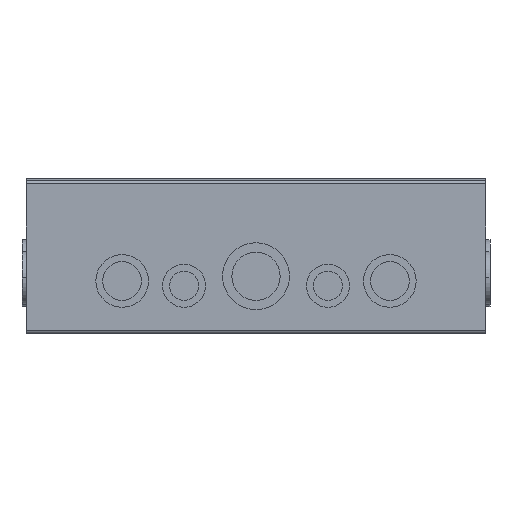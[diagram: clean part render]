
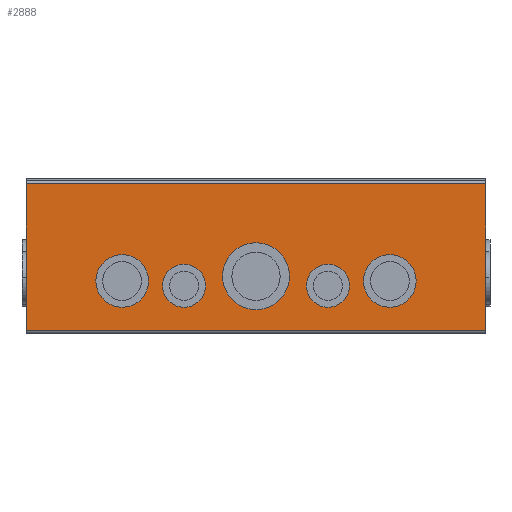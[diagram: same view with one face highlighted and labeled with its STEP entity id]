
A CAD part, left-side view. The second image highlights one B-rep face of the part: STEP entity #2888.
In plain terms, the highlighted planar face has unit normal (-1, 0, 0).
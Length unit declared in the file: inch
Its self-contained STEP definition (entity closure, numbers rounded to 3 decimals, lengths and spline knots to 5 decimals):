
#106 = VERTEX_POINT ( 'NONE', #9887 ) ;
#130 = CARTESIAN_POINT ( 'NONE',  ( -6., 1.88, 1.25 ) ) ;
#160 = DIRECTION ( 'NONE',  ( -1., 0., 0. ) ) ;
#211 = VERTEX_POINT ( 'NONE', #3721 ) ;
#300 = VERTEX_POINT ( 'NONE', #8621 ) ;
#387 = CARTESIAN_POINT ( 'NONE',  ( -6., -1.88, 0.6875 ) ) ;
#420 = EDGE_LOOP ( 'NONE', ( #11539, #4045 ) ) ;
#786 = FACE_BOUND ( 'NONE', #7780, .T. ) ;
#845 = AXIS2_PLACEMENT_3D ( 'NONE', #2528, #8417, #5632 ) ;
#848 = FACE_BOUND ( 'NONE', #8392, .T. ) ;
#1123 = DIRECTION ( 'NONE',  ( -1., 0., 0. ) ) ;
#1144 = DIRECTION ( 'NONE',  ( 0., 0., 1. ) ) ;
#1167 = CARTESIAN_POINT ( 'NONE',  ( -6., 1.88, 1.25 ) ) ;
#1196 = DIRECTION ( 'NONE',  ( 0., 0., -1. ) ) ;
#1507 = CIRCLE ( 'NONE', #2981, 0.5625 ) ;
#1692 = LINE ( 'NONE', #10877, #12768 ) ;
#1904 = VECTOR ( 'NONE', #7011, 39.37008 ) ;
#2058 = DIRECTION ( 'NONE',  ( -1., 0., 0. ) ) ;
#2354 = ORIENTED_EDGE ( 'NONE', *, *, #11140, .F. ) ;
#2528 = CARTESIAN_POINT ( 'NONE',  ( -6., -1.88, 1.25 ) ) ;
#2724 = CARTESIAN_POINT ( 'NONE',  ( -6., -1.88, 1.25 ) ) ;
#2785 = LINE ( 'NONE', #2977, #1904 ) ;
#2787 = ORIENTED_EDGE ( 'NONE', *, *, #11867, .F. ) ;
#2810 = VERTEX_POINT ( 'NONE', #3567 ) ;
#2841 = AXIS2_PLACEMENT_3D ( 'NONE', #10189, #1123, #1196 ) ;
#2888 = ADVANCED_FACE ( 'NONE', ( #8596, #12624, #3763, #786, #7856, #848 ), #6743, .F. ) ;
#2977 = CARTESIAN_POINT ( 'NONE',  ( -6., -6., 0.086 ) ) ;
#2981 = AXIS2_PLACEMENT_3D ( 'NONE', #1167, #11013, #6260 ) ;
#3239 = CARTESIAN_POINT ( 'NONE',  ( -6., 6., 3.914 ) ) ;
#3470 = EDGE_LOOP ( 'NONE', ( #4219, #8948 ) ) ;
#3536 = VECTOR ( 'NONE', #1144, 39.37008 ) ;
#3567 = CARTESIAN_POINT ( 'NONE',  ( -6., 1.88, 0.6875 ) ) ;
#3571 = CARTESIAN_POINT ( 'NONE',  ( -6., -3.5, 1.375 ) ) ;
#3661 = DIRECTION ( 'NONE',  ( 0., 0., -1. ) ) ;
#3721 = CARTESIAN_POINT ( 'NONE',  ( -6., -6., 0.086 ) ) ;
#3763 = FACE_BOUND ( 'NONE', #3470, .T. ) ;
#3829 = VERTEX_POINT ( 'NONE', #3239 ) ;
#3847 = CARTESIAN_POINT ( 'NONE',  ( -6., 3.5, 0.6875 ) ) ;
#3902 = EDGE_CURVE ( 'NONE', #4081, #12715, #5157, .T. ) ;
#3959 = CARTESIAN_POINT ( 'NONE',  ( -6., 0., 2.375 ) ) ;
#4045 = ORIENTED_EDGE ( 'NONE', *, *, #3902, .F. ) ;
#4081 = VERTEX_POINT ( 'NONE', #3959 ) ;
#4173 = DIRECTION ( 'NONE',  ( 0., 0., -1. ) ) ;
#4219 = ORIENTED_EDGE ( 'NONE', *, *, #8515, .F. ) ;
#4497 = ORIENTED_EDGE ( 'NONE', *, *, #12074, .F. ) ;
#4498 = EDGE_CURVE ( 'NONE', #10826, #12988, #10652, .T. ) ;
#4580 = CARTESIAN_POINT ( 'NONE',  ( -6., 0., 1.5 ) ) ;
#4600 = AXIS2_PLACEMENT_3D ( 'NONE', #4580, #8422, #12450 ) ;
#4619 = EDGE_LOOP ( 'NONE', ( #5391, #8989, #2787, #7534 ) ) ;
#4856 = CIRCLE ( 'NONE', #845, 0.5625 ) ;
#5157 = CIRCLE ( 'NONE', #2841, 0.875 ) ;
#5279 = CARTESIAN_POINT ( 'NONE',  ( -6., -3.5, 0.6875 ) ) ;
#5321 = VERTEX_POINT ( 'NONE', #9799 ) ;
#5391 = ORIENTED_EDGE ( 'NONE', *, *, #6178, .F. ) ;
#5392 = AXIS2_PLACEMENT_3D ( 'NONE', #10155, #11384, #8415 ) ;
#5632 = DIRECTION ( 'NONE',  ( 0., 0., -1. ) ) ;
#5939 = DIRECTION ( 'NONE',  ( 0., 0., -1. ) ) ;
#6178 = EDGE_CURVE ( 'NONE', #3829, #5321, #1692, .T. ) ;
#6260 = DIRECTION ( 'NONE',  ( 0., 0., -1. ) ) ;
#6305 = CARTESIAN_POINT ( 'NONE',  ( -6., -6., 0.057 ) ) ;
#6346 = CIRCLE ( 'NONE', #10146, 0.6875 ) ;
#6430 = CARTESIAN_POINT ( 'NONE',  ( -6., 1.88, 1.8125 ) ) ;
#6520 = EDGE_CURVE ( 'NONE', #12360, #9956, #8359, .T. ) ;
#6614 = DIRECTION ( 'NONE',  ( -1., 0., 0. ) ) ;
#6636 = AXIS2_PLACEMENT_3D ( 'NONE', #11692, #10906, #9776 ) ;
#6686 = DIRECTION ( 'NONE',  ( 0., 0., -1. ) ) ;
#6743 = PLANE ( 'NONE',  #6636 ) ;
#6759 = DIRECTION ( 'NONE',  ( -1., 0., 0. ) ) ;
#6897 = CIRCLE ( 'NONE', #12801, 0.5625 ) ;
#7011 = DIRECTION ( 'NONE',  ( 0., 1., 0. ) ) ;
#7123 = ORIENTED_EDGE ( 'NONE', *, *, #6520, .F. ) ;
#7336 = VECTOR ( 'NONE', #3661, 39.37008 ) ;
#7371 = CIRCLE ( 'NONE', #12229, 0.6875 ) ;
#7534 = ORIENTED_EDGE ( 'NONE', *, *, #9336, .T. ) ;
#7674 = ORIENTED_EDGE ( 'NONE', *, *, #12023, .F. ) ;
#7780 = EDGE_LOOP ( 'NONE', ( #7123, #4497 ) ) ;
#7856 = FACE_BOUND ( 'NONE', #11836, .T. ) ;
#8028 = ORIENTED_EDGE ( 'NONE', *, *, #12818, .F. ) ;
#8359 = CIRCLE ( 'NONE', #5392, 0.6875 ) ;
#8392 = EDGE_LOOP ( 'NONE', ( #8028, #7674 ) ) ;
#8415 = DIRECTION ( 'NONE',  ( 0., 0., -1. ) ) ;
#8417 = DIRECTION ( 'NONE',  ( -1., 0., 0. ) ) ;
#8419 = VERTEX_POINT ( 'NONE', #6430 ) ;
#8422 = DIRECTION ( 'NONE',  ( -1., 0., 0. ) ) ;
#8432 = CARTESIAN_POINT ( 'NONE',  ( -6., 3.5, 1.375 ) ) ;
#8515 = EDGE_CURVE ( 'NONE', #10850, #300, #6897, .T. ) ;
#8596 = FACE_OUTER_BOUND ( 'NONE', #4619, .T. ) ;
#8621 = CARTESIAN_POINT ( 'NONE',  ( -6., -1.88, 1.8125 ) ) ;
#8711 = DIRECTION ( 'NONE',  ( -1., 0., 0. ) ) ;
#8948 = ORIENTED_EDGE ( 'NONE', *, *, #10505, .F. ) ;
#8989 = ORIENTED_EDGE ( 'NONE', *, *, #9044, .T. ) ;
#9044 = EDGE_CURVE ( 'NONE', #3829, #106, #10410, .T. ) ;
#9083 = CIRCLE ( 'NONE', #9722, 0.5625 ) ;
#9102 = CARTESIAN_POINT ( 'NONE',  ( -6., 0., 0.625 ) ) ;
#9336 = EDGE_CURVE ( 'NONE', #211, #5321, #11196, .T. ) ;
#9443 = EDGE_CURVE ( 'NONE', #12715, #4081, #10304, .T. ) ;
#9487 = DIRECTION ( 'NONE',  ( 0., 0., -1. ) ) ;
#9600 = AXIS2_PLACEMENT_3D ( 'NONE', #9837, #8711, #9905 ) ;
#9722 = AXIS2_PLACEMENT_3D ( 'NONE', #130, #2058, #4173 ) ;
#9755 = DIRECTION ( 'NONE',  ( 0., -1., 0. ) ) ;
#9776 = DIRECTION ( 'NONE',  ( 0., 0., -1. ) ) ;
#9799 = CARTESIAN_POINT ( 'NONE',  ( -6., -6., 3.914 ) ) ;
#9837 = CARTESIAN_POINT ( 'NONE',  ( -6., 3.5, 1.375 ) ) ;
#9887 = CARTESIAN_POINT ( 'NONE',  ( -6., 6., 0.086 ) ) ;
#9905 = DIRECTION ( 'NONE',  ( 0., 0., -1. ) ) ;
#9956 = VERTEX_POINT ( 'NONE', #12413 ) ;
#10146 = AXIS2_PLACEMENT_3D ( 'NONE', #3571, #6614, #6686 ) ;
#10155 = CARTESIAN_POINT ( 'NONE',  ( -6., -3.5, 1.375 ) ) ;
#10189 = CARTESIAN_POINT ( 'NONE',  ( -6., 0., 1.5 ) ) ;
#10304 = CIRCLE ( 'NONE', #4600, 0.875 ) ;
#10410 = LINE ( 'NONE', #10672, #7336 ) ;
#10505 = EDGE_CURVE ( 'NONE', #300, #10850, #4856, .T. ) ;
#10652 = CIRCLE ( 'NONE', #9600, 0.6875 ) ;
#10672 = CARTESIAN_POINT ( 'NONE',  ( -6., 6., 0.057 ) ) ;
#10826 = VERTEX_POINT ( 'NONE', #11496 ) ;
#10850 = VERTEX_POINT ( 'NONE', #387 ) ;
#10877 = CARTESIAN_POINT ( 'NONE',  ( -6., -6., 3.914 ) ) ;
#10906 = DIRECTION ( 'NONE',  ( 1., 0., 0. ) ) ;
#11013 = DIRECTION ( 'NONE',  ( -1., 0., 0. ) ) ;
#11140 = EDGE_CURVE ( 'NONE', #12988, #10826, #7371, .T. ) ;
#11196 = LINE ( 'NONE', #6305, #3536 ) ;
#11384 = DIRECTION ( 'NONE',  ( -1., 0., 0. ) ) ;
#11496 = CARTESIAN_POINT ( 'NONE',  ( -6., 3.5, 2.0625 ) ) ;
#11539 = ORIENTED_EDGE ( 'NONE', *, *, #9443, .F. ) ;
#11692 = CARTESIAN_POINT ( 'NONE',  ( -6., -6., 0.047 ) ) ;
#11836 = EDGE_LOOP ( 'NONE', ( #2354, #11889 ) ) ;
#11867 = EDGE_CURVE ( 'NONE', #211, #106, #2785, .T. ) ;
#11889 = ORIENTED_EDGE ( 'NONE', *, *, #4498, .F. ) ;
#12023 = EDGE_CURVE ( 'NONE', #8419, #2810, #9083, .T. ) ;
#12074 = EDGE_CURVE ( 'NONE', #9956, #12360, #6346, .T. ) ;
#12229 = AXIS2_PLACEMENT_3D ( 'NONE', #8432, #160, #9487 ) ;
#12360 = VERTEX_POINT ( 'NONE', #5279 ) ;
#12413 = CARTESIAN_POINT ( 'NONE',  ( -6., -3.5, 2.0625 ) ) ;
#12450 = DIRECTION ( 'NONE',  ( 0., 0., -1. ) ) ;
#12624 = FACE_BOUND ( 'NONE', #420, .T. ) ;
#12715 = VERTEX_POINT ( 'NONE', #9102 ) ;
#12768 = VECTOR ( 'NONE', #9755, 39.37008 ) ;
#12801 = AXIS2_PLACEMENT_3D ( 'NONE', #2724, #6759, #5939 ) ;
#12818 = EDGE_CURVE ( 'NONE', #2810, #8419, #1507, .T. ) ;
#12988 = VERTEX_POINT ( 'NONE', #3847 ) ;
